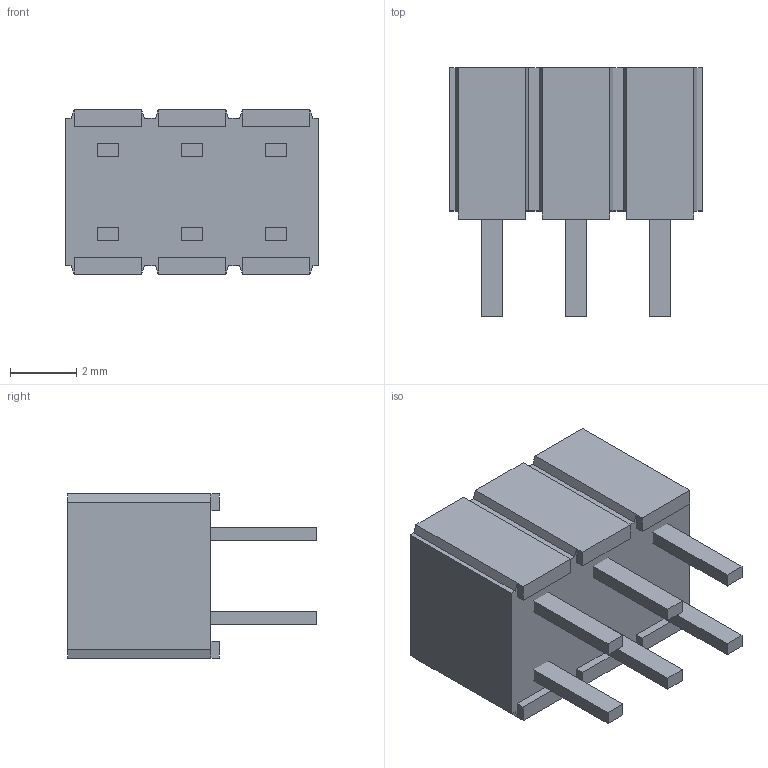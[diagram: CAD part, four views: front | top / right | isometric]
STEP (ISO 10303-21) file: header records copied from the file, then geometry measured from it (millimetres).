
FILE_DESCRIPTION( ( 'STEP AP203' ), '1' );
FILE_NAME( 'SLW-103-01-G-D.stp', '2019-06-02T19:23:13', ( '' ), ( '' ), ' ', 'PARTsolutions', ' ' );
FILE_SCHEMA( ( 'CONFIG_CONTROL_DESIGN' ) );
Length unit declared in the file: inch
Products named in the file (3): SLW-103-01-G-D; _SLW-103-01-D_socket; _C-28-01-03-D
Assembly tree (2 placements, depth 2):
  SLW-103-01-G-D
    _SLW-103-01-D_socket
    _C-28-01-03-D
Bounding box: 7.62 x 7.49 x 4.95 mm (x, y, z)
Volume: 232.2 mm3; surface area: 500.2 mm2
Topology: 2 solids, 2 shells, 150 faces, 372 edges, 244 vertices
Faces by surface type: plane 150
Entity records: 4448 total; most frequent: CARTESIAN_POINT 769, ORIENTED_EDGE 744, DIRECTION 678, EDGE_CURVE 372, LINE 372, VECTOR 372, VERTEX_POINT 244, EDGE_LOOP 168
